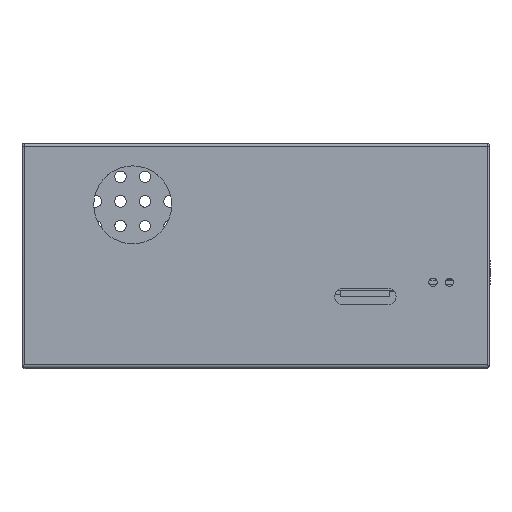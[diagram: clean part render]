
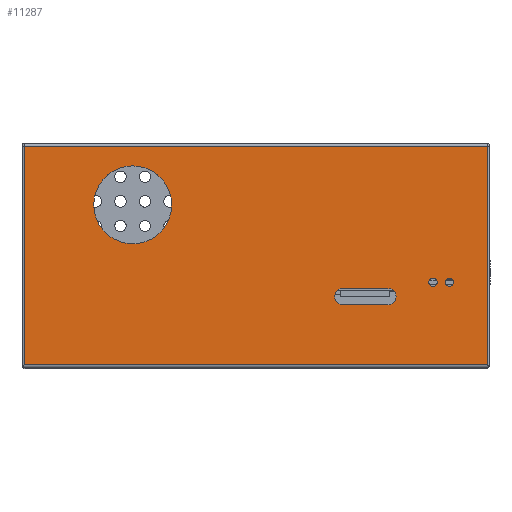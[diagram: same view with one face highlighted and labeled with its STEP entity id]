
A CAD part, top view. The second image highlights one B-rep face of the part: STEP entity #11287.
In plain terms, the highlighted planar face has unit normal (0, 0, 1).
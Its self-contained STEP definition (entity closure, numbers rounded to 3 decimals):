
#2=DIRECTION('',(0.,-1.,0.));
#3=VECTOR('',#2,53.2);
#4=CARTESIAN_POINT('',(-56.5,27.,0.));
#5=LINE('',#4,#3);
#6=DIRECTION('',(0.,1.,0.));
#7=VECTOR('',#6,53.2);
#8=CARTESIAN_POINT('',(56.5,-26.2,0.));
#9=LINE('',#8,#7);
#10=CARTESIAN_POINT('',(-30.,12.8,0.));
#11=DIRECTION('',(0.,0.,1.));
#12=DIRECTION('',(-1.,0.,0.));
#13=AXIS2_PLACEMENT_3D('',#10,#11,#12);
#15=CARTESIAN_POINT('',(-30.,12.8,0.));
#16=DIRECTION('',(0.,0.,1.));
#17=DIRECTION('',(1.,0.,0.));
#18=AXIS2_PLACEMENT_3D('',#15,#16,#17);
#20=CARTESIAN_POINT('',(43.25,-6.1,0.));
#21=DIRECTION('',(0.,0.,1.));
#22=DIRECTION('',(-1.,0.,0.));
#23=AXIS2_PLACEMENT_3D('',#20,#21,#22);
#25=CARTESIAN_POINT('',(43.25,-6.1,0.));
#26=DIRECTION('',(0.,0.,1.));
#27=DIRECTION('',(1.,0.,0.));
#28=AXIS2_PLACEMENT_3D('',#25,#26,#27);
#30=CARTESIAN_POINT('',(47.25,-6.1,0.));
#31=DIRECTION('',(0.,0.,1.));
#32=DIRECTION('',(-1.,0.,0.));
#33=AXIS2_PLACEMENT_3D('',#30,#31,#32);
#35=CARTESIAN_POINT('',(47.25,-6.1,0.));
#36=DIRECTION('',(0.,0.,1.));
#37=DIRECTION('',(1.,0.,0.));
#38=AXIS2_PLACEMENT_3D('',#35,#36,#37);
#40=DIRECTION('',(-1.,0.,0.));
#41=VECTOR('',#40,11.);
#42=CARTESIAN_POINT('',(32.25,-11.6,0.));
#43=LINE('',#42,#41);
#44=DIRECTION('',(1.,0.,0.));
#45=VECTOR('',#44,11.);
#46=CARTESIAN_POINT('',(21.25,-7.6,0.));
#47=LINE('',#46,#45);
#53=CARTESIAN_POINT('',(-56.5,-26.2,0.));
#59=DIRECTION('',(1.,0.,0.));
#60=VECTOR('',#59,113.);
#61=CARTESIAN_POINT('',(-56.5,-26.2,0.));
#62=LINE('',#61,#60);
#67=CARTESIAN_POINT('',(56.5,-26.2,0.));
#139=DIRECTION('',(1.,0.,0.));
#140=VECTOR('',#139,113.);
#141=CARTESIAN_POINT('',(-56.5,27.,0.));
#142=LINE('',#141,#140);
#4096=CARTESIAN_POINT('',(21.25,-9.6,0.));
#4097=DIRECTION('',(0.,0.,-1.));
#4098=DIRECTION('',(0.,-1.,0.));
#4099=AXIS2_PLACEMENT_3D('',#4096,#4097,#4098);
#4114=CARTESIAN_POINT('',(32.25,-9.6,0.));
#4115=DIRECTION('',(0.,0.,-1.));
#4116=DIRECTION('',(0.,1.,0.));
#4117=AXIS2_PLACEMENT_3D('',#4114,#4115,#4116);
#8994=VERTEX_POINT('',#53);
#8999=CARTESIAN_POINT('',(-56.5,27.,0.));
#9000=VERTEX_POINT('',#8999);
#9005=CARTESIAN_POINT('',(56.5,27.,0.));
#9007=VERTEX_POINT('',#9005);
#9015=VERTEX_POINT('',#67);
#9144=CARTESIAN_POINT('',(-39.5,12.8,0.));
#9145=CARTESIAN_POINT('',(-20.5,12.8,0.));
#9146=VERTEX_POINT('',#9144);
#9147=VERTEX_POINT('',#9145);
#9180=CARTESIAN_POINT('',(42.25,-6.1,0.));
#9181=CARTESIAN_POINT('',(44.25,-6.1,0.));
#9182=VERTEX_POINT('',#9180);
#9183=VERTEX_POINT('',#9181);
#9184=CARTESIAN_POINT('',(46.25,-6.1,0.));
#9185=CARTESIAN_POINT('',(48.25,-6.1,0.));
#9186=VERTEX_POINT('',#9184);
#9187=VERTEX_POINT('',#9185);
#9524=CARTESIAN_POINT('',(21.25,-11.6,0.));
#9526=VERTEX_POINT('',#9524);
#9528=CARTESIAN_POINT('',(21.25,-7.6,0.));
#9530=VERTEX_POINT('',#9528);
#9532=CARTESIAN_POINT('',(32.25,-7.6,0.));
#9534=VERTEX_POINT('',#9532);
#9536=CARTESIAN_POINT('',(32.25,-11.6,0.));
#9538=VERTEX_POINT('',#9536);
#11244=CARTESIAN_POINT('',(0.,0.,0.));
#11245=DIRECTION('',(0.,0.,1.));
#11246=DIRECTION('',(1.,0.,0.));
#11247=AXIS2_PLACEMENT_3D('',#11244,#11245,#11246);
#11248=PLANE('',#11247);
#11250=ORIENTED_EDGE('',*,*,#11249,.F.);
#11252=ORIENTED_EDGE('',*,*,#11251,.T.);
#11254=ORIENTED_EDGE('',*,*,#11253,.F.);
#11256=ORIENTED_EDGE('',*,*,#11255,.F.);
#11257=EDGE_LOOP('',(#11250,#11252,#11254,#11256));
#11258=FACE_OUTER_BOUND('',#11257,.F.);
#11260=ORIENTED_EDGE('',*,*,#11259,.T.);
#11262=ORIENTED_EDGE('',*,*,#11261,.T.);
#11263=EDGE_LOOP('',(#11260,#11262));
#11264=FACE_BOUND('',#11263,.F.);
#11266=ORIENTED_EDGE('',*,*,#11265,.T.);
#11268=ORIENTED_EDGE('',*,*,#11267,.T.);
#11269=EDGE_LOOP('',(#11266,#11268));
#11270=FACE_BOUND('',#11269,.F.);
#11272=ORIENTED_EDGE('',*,*,#11271,.T.);
#11274=ORIENTED_EDGE('',*,*,#11273,.T.);
#11275=EDGE_LOOP('',(#11272,#11274));
#11276=FACE_BOUND('',#11275,.F.);
#11278=ORIENTED_EDGE('',*,*,#11277,.F.);
#11280=ORIENTED_EDGE('',*,*,#11279,.F.);
#11282=ORIENTED_EDGE('',*,*,#11281,.F.);
#11284=ORIENTED_EDGE('',*,*,#11283,.F.);
#11285=EDGE_LOOP('',(#11278,#11280,#11282,#11284));
#11286=FACE_BOUND('',#11285,.F.);
#11287=ADVANCED_FACE('',(#11258,#11264,#11270,#11276,#11286),#11248,.T.);
#14=CIRCLE('',#13,9.5);
#19=CIRCLE('',#18,9.5);
#24=CIRCLE('',#23,1.);
#29=CIRCLE('',#28,1.);
#34=CIRCLE('',#33,1.);
#39=CIRCLE('',#38,1.);
#4100=CIRCLE('',#4099,2.);
#4118=CIRCLE('',#4117,2.);
#11249=EDGE_CURVE('',#9000,#8994,#5,.T.);
#11251=EDGE_CURVE('',#9000,#9007,#142,.T.);
#11253=EDGE_CURVE('',#9015,#9007,#9,.T.);
#11255=EDGE_CURVE('',#8994,#9015,#62,.T.);
#11259=EDGE_CURVE('',#9146,#9147,#14,.T.);
#11261=EDGE_CURVE('',#9147,#9146,#19,.T.);
#11265=EDGE_CURVE('',#9182,#9183,#24,.T.);
#11267=EDGE_CURVE('',#9183,#9182,#29,.T.);
#11271=EDGE_CURVE('',#9186,#9187,#34,.T.);
#11273=EDGE_CURVE('',#9187,#9186,#39,.T.);
#11277=EDGE_CURVE('',#9538,#9526,#43,.T.);
#11279=EDGE_CURVE('',#9534,#9538,#4118,.T.);
#11281=EDGE_CURVE('',#9530,#9534,#47,.T.);
#11283=EDGE_CURVE('',#9526,#9530,#4100,.T.);
